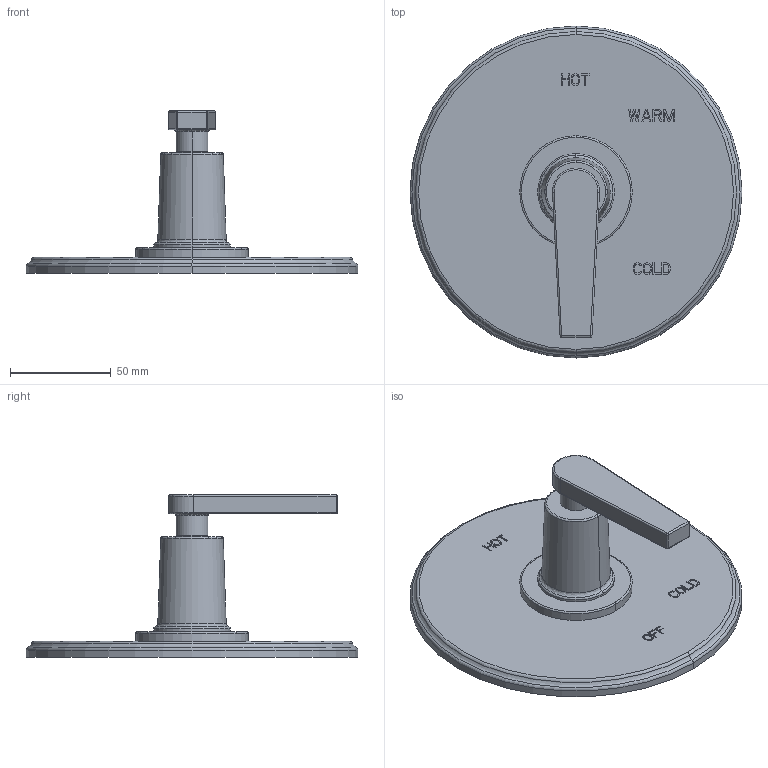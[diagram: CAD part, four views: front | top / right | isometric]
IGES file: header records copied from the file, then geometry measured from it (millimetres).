
Start section:  PTC IGES file: 4-2974bp.igs
Global section: file name: 4-2974bp.igs; native system: Creo Parametric by PTC Inc.; preprocessor: 2018400; author: jinson.thomas; organization: Unknown; date: 20210607.105259; units: inch
Bounding box: 165.1 x 165.1 x 80.85 mm (x, y, z)
Volume: 235663.8 mm3; surface area: 57279.4 mm2
Topology: 1 solids, 2 shells, 389 faces, 1043 edges, 684 vertices
Faces by surface type: bspline 340, revolution 49
